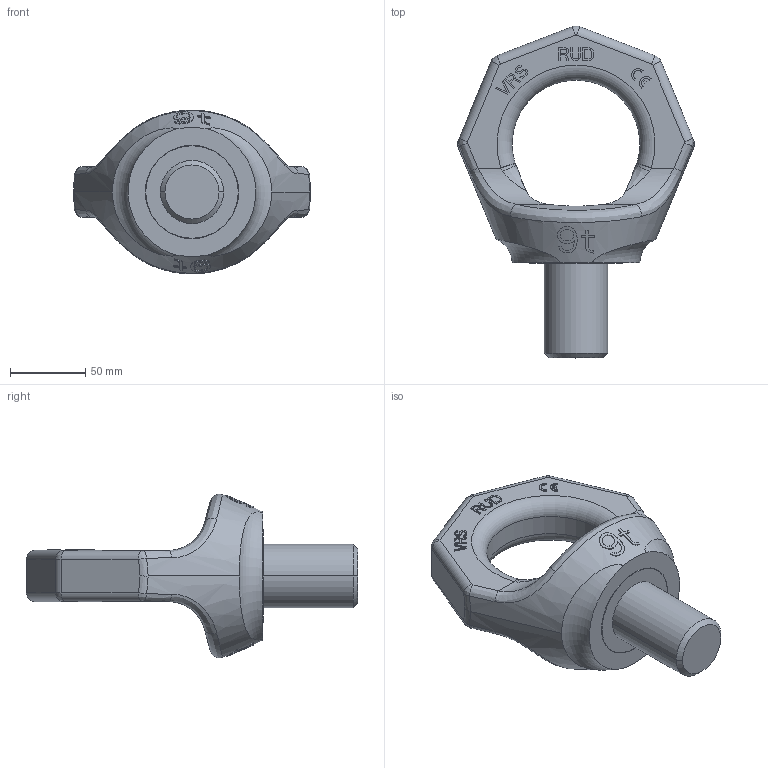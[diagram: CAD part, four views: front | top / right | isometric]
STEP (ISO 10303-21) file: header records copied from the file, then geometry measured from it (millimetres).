
FILE_DESCRIPTION((''),'2;1');
FILE_NAME('001-M32987-P-1_ASM','2018-08-21T',('Andreas.Wendler'),(''),'PRO/ENGINEER BY PARAMETRIC TECHNOLOGY CORPORATION, 2011490','PRO/ENGINEER BY PARAMETRIC TECHNOLOGY CORPORATION, 2011490','');
FILE_SCHEMA(('CONFIG_CONTROL_DESIGN'));
Length unit declared in the file: millimetre
Products named in the file (3): 001-M32987-P-1; 001-M32458-P-1; 001-M32987-P-1_ASM
Assembly tree (2 placements, depth 2):
  001-M32987-P-1_ASM
    001-M32987-P-1
    001-M32458-P-1
Bounding box: 157.29 x 220.68 x 109.04 mm (x, y, z)
Volume: 675769.9 mm3; surface area: 90230.4 mm2
Topology: 2 solids, 2 shells, 508 faces, 1400 edges, 918 vertices
Faces by surface type: plane 421, bspline 40, cylinder 35, torus 10, cone 2
Entity records: 19438 total; most frequent: CARTESIAN_POINT 7249, ORIENTED_EDGE 2800, DIRECTION 2056, EDGE_CURVE 1400, VERTEX_POINT 918, VECTOR 910, LINE 910, AXIS2_PLACEMENT_3D 573
